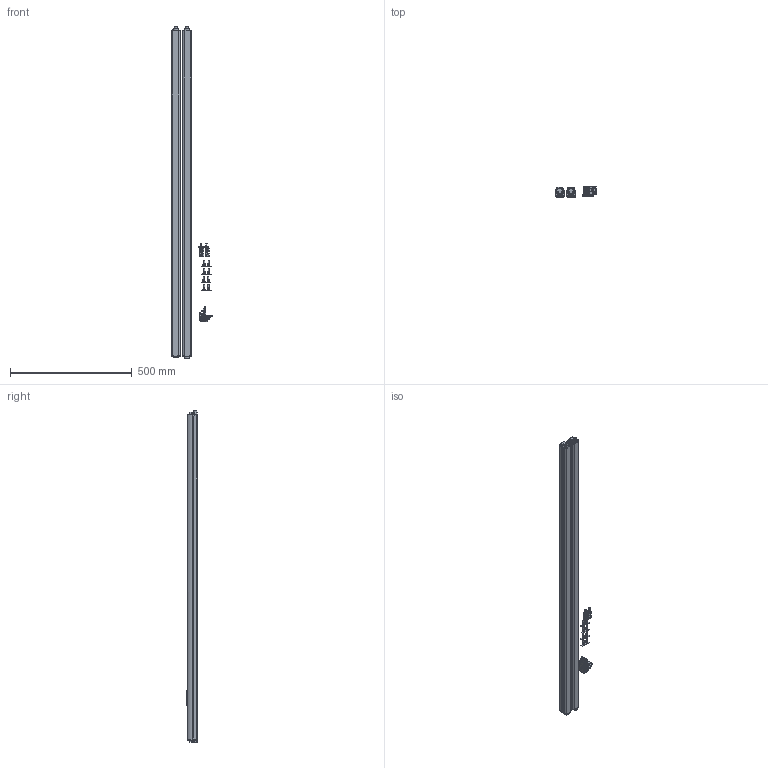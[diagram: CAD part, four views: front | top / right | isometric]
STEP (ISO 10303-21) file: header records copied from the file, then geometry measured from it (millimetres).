
FILE_DESCRIPTION(/* description */ (''),/* implementation_level */ '2;1');
FILE_NAME(/* name */ 'OY360113.stp',/* time_stamp */ '2016-10-10T14:56:52+02:00',/* author */ ('mitarbeiter'),/* organization */ (''),/* preprocessor_version */ 'ST-DEVELOPER v15.2',/* originating_system */ 'Autodesk Inventor 2014',/* authorisation */ '');
FILE_SCHEMA (('AUTOMOTIVE_DESIGN { 1 0 10303 214 3 1 1 }'));
Length unit declared in the file: millimetre
Products named in the file (11): OY360113 Emitter; OY360113 Reveiver; Winkel OY36; Doppelgewindehalter; M5 x 8 Mutter; 5,3mm Unterlegscheibe; Sicherungsmustter M4x0,7; H-Profil Befestigung (M4); M4 Kreuzschlitz Lisen Schraube 9; Inbus Maden Schraube M4x0,7  14; OY360113
Bounding box: 167.12 x 45.03 x 1363.14 mm (x, y, z)
Volume: 3246789.8 mm3; surface area: 505907.8 mm2
Topology: 38 solids, 40 shells, 1868 faces, 4860 edges, 3094 vertices
Faces by surface type: plane 1006, cylinder 494, cone 176, torus 140, sphere 40, bspline 12
Full cylindrical faces by diameter (mm): 1 x20, 2.2 x4, 3.242 x6, 4 x10, 4.25 x8, 4.8 x8, 5.3 x8, 5.4 x16, 6.5 x12, 7.9 x2, 8 x1, 9 x2, 9.8 x8, 10.2 x1, 10.4 x1, 12 x4
Entity records: 42479 total; most frequent: CARTESIAN_POINT 11859, ORIENTED_EDGE 6346, DIRECTION 6203, EDGE_CURVE 3173, AXIS2_PLACEMENT_3D 2118, VERTEX_POINT 2104, LINE 1967, VECTOR 1967
